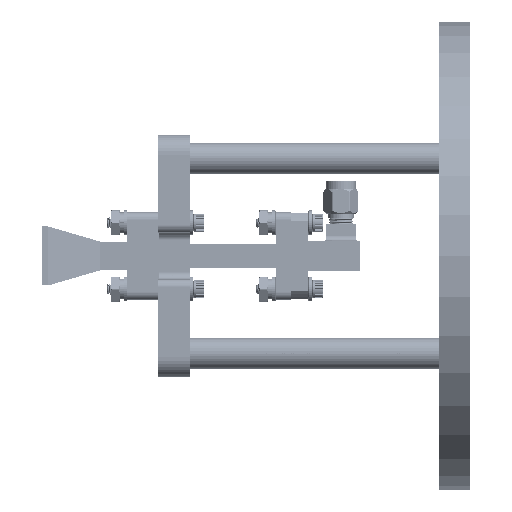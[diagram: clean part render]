
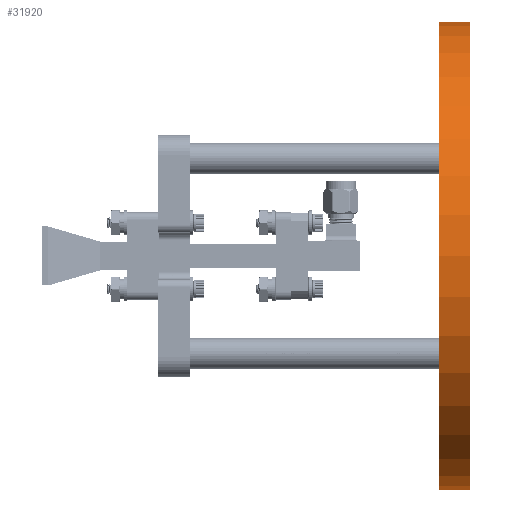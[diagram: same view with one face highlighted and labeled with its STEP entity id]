
A CAD part, left-side view. The second image highlights one B-rep face of the part: STEP entity #31920.
In plain terms, the highlighted cylindrical face has radius 60 mm (diameter 120 mm), a partial arc.
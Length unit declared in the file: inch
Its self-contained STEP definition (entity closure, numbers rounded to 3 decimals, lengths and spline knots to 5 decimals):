
#2813 = CARTESIAN_POINT ( 'NONE',  ( 0., 0.31496, 2.3622 ) ) ;
#3706 = ORIENTED_EDGE ( 'NONE', *, *, #24529, .F. ) ;
#5651 = CARTESIAN_POINT ( 'NONE',  ( 0., 0.31496, -2.3622 ) ) ;
#11705 = DIRECTION ( 'NONE',  ( 0., 0., 1. ) ) ;
#13326 = VERTEX_POINT ( 'NONE', #60820 ) ;
#14900 = CARTESIAN_POINT ( 'NONE',  ( 0., 0.31496, 0. ) ) ;
#15560 = AXIS2_PLACEMENT_3D ( 'NONE', #43897, #61206, #11705 ) ;
#16438 = ORIENTED_EDGE ( 'NONE', *, *, #48625, .T. ) ;
#17209 = LINE ( 'NONE', #5651, #23090 ) ;
#20332 = CYLINDRICAL_SURFACE ( 'NONE', #48225, 2.3622 ) ;
#20635 = CIRCLE ( 'NONE', #29908, 2.3622 ) ;
#23090 = VECTOR ( 'NONE', #49764, 39.37008 ) ;
#24529 = EDGE_CURVE ( 'NONE', #29261, #43461, #46745, .T. ) ;
#26125 = DIRECTION ( 'NONE',  ( 0., 0., -1. ) ) ;
#26167 = DIRECTION ( 'NONE',  ( 0., -1., 0. ) ) ;
#27912 = EDGE_LOOP ( 'NONE', ( #48648, #3706, #16438, #54997 ) ) ;
#29261 = VERTEX_POINT ( 'NONE', #42249 ) ;
#29908 = AXIS2_PLACEMENT_3D ( 'NONE', #66004, #53731, #70348 ) ;
#31469 = CARTESIAN_POINT ( 'NONE',  ( 0., 0., -2.3622 ) ) ;
#31920 = ADVANCED_FACE ( 'NONE', ( #47816 ), #20332, .T. ) ;
#36726 = VECTOR ( 'NONE', #26167, 39.37008 ) ;
#42249 = CARTESIAN_POINT ( 'NONE',  ( 0., 0.31496, -2.3622 ) ) ;
#43461 = VERTEX_POINT ( 'NONE', #2813 ) ;
#43897 = CARTESIAN_POINT ( 'NONE',  ( 0., 0.31496, 0. ) ) ;
#46745 = CIRCLE ( 'NONE', #15560, 2.3622 ) ;
#47816 = FACE_OUTER_BOUND ( 'NONE', #27912, .T. ) ;
#48225 = AXIS2_PLACEMENT_3D ( 'NONE', #14900, #59000, #26125 ) ;
#48555 = LINE ( 'NONE', #48916, #36726 ) ;
#48625 = EDGE_CURVE ( 'NONE', #29261, #59195, #17209, .T. ) ;
#48648 = ORIENTED_EDGE ( 'NONE', *, *, #67874, .F. ) ;
#48916 = CARTESIAN_POINT ( 'NONE',  ( 0., 0.31496, 2.3622 ) ) ;
#49764 = DIRECTION ( 'NONE',  ( 0., -1., 0. ) ) ;
#51761 = EDGE_CURVE ( 'NONE', #59195, #13326, #20635, .T. ) ;
#53731 = DIRECTION ( 'NONE',  ( 0., 1., 0. ) ) ;
#54997 = ORIENTED_EDGE ( 'NONE', *, *, #51761, .T. ) ;
#59000 = DIRECTION ( 'NONE',  ( 0., -1., 0. ) ) ;
#59195 = VERTEX_POINT ( 'NONE', #31469 ) ;
#60820 = CARTESIAN_POINT ( 'NONE',  ( 0., 0., 2.3622 ) ) ;
#61206 = DIRECTION ( 'NONE',  ( 0., 1., 0. ) ) ;
#66004 = CARTESIAN_POINT ( 'NONE',  ( 0., 0., 0. ) ) ;
#67874 = EDGE_CURVE ( 'NONE', #43461, #13326, #48555, .T. ) ;
#70348 = DIRECTION ( 'NONE',  ( 0., 0., 1. ) ) ;
